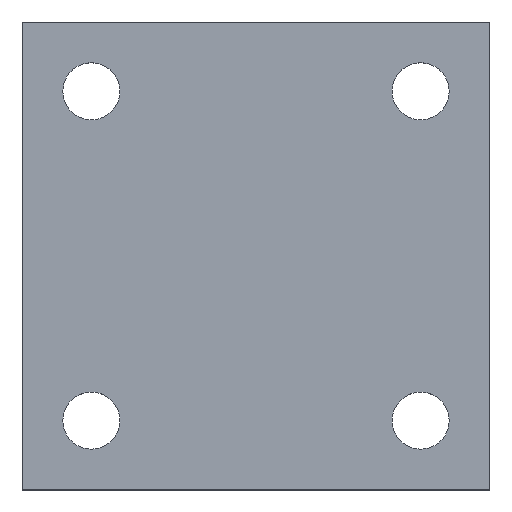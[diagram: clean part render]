
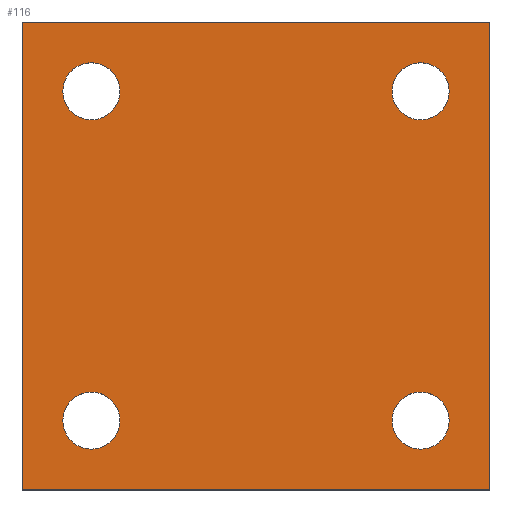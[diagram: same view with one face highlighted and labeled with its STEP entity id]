
A CAD part, top view. The second image highlights one B-rep face of the part: STEP entity #116.
In plain terms, the highlighted planar face has unit normal (0, 0, 1).
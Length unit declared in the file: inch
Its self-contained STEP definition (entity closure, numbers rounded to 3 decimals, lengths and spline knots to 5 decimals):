
#116=ADVANCED_FACE('',(#239,#240,#241,#242,#243),#244,.T.);
#239=FACE_BOUND('',#480,.T.);
#240=FACE_BOUND('',#481,.T.);
#241=FACE_BOUND('',#482,.T.);
#242=FACE_BOUND('',#483,.T.);
#243=FACE_OUTER_BOUND('',#484,.T.);
#244=PLANE('',#485);
#480=EDGE_LOOP('',(#741,#742,#743,#744));
#481=EDGE_LOOP('',(#745,#746,#747,#748));
#482=EDGE_LOOP('',(#749,#750,#751,#752));
#483=EDGE_LOOP('',(#753,#754,#755,#756));
#484=EDGE_LOOP('',(#757,#758,#759,#760));
#485=AXIS2_PLACEMENT_3D('',#761,#762,#763);
#741=ORIENTED_EDGE('',*,*,#875,.F.);
#742=ORIENTED_EDGE('',*,*,#872,.F.);
#743=ORIENTED_EDGE('',*,*,#853,.F.);
#744=ORIENTED_EDGE('',*,*,#876,.F.);
#745=ORIENTED_EDGE('',*,*,#877,.F.);
#746=ORIENTED_EDGE('',*,*,#878,.F.);
#747=ORIENTED_EDGE('',*,*,#848,.F.);
#748=ORIENTED_EDGE('',*,*,#879,.F.);
#749=ORIENTED_EDGE('',*,*,#824,.F.);
#750=ORIENTED_EDGE('',*,*,#880,.F.);
#751=ORIENTED_EDGE('',*,*,#832,.F.);
#752=ORIENTED_EDGE('',*,*,#845,.F.);
#753=ORIENTED_EDGE('',*,*,#842,.F.);
#754=ORIENTED_EDGE('',*,*,#819,.F.);
#755=ORIENTED_EDGE('',*,*,#829,.F.);
#756=ORIENTED_EDGE('',*,*,#814,.F.);
#757=ORIENTED_EDGE('',*,*,#837,.F.);
#758=ORIENTED_EDGE('',*,*,#869,.F.);
#759=ORIENTED_EDGE('',*,*,#881,.F.);
#760=ORIENTED_EDGE('',*,*,#882,.F.);
#761=CARTESIAN_POINT('',(1.15625,1.15625,0.125));
#762=DIRECTION('',(0.0,0.0,1.0));
#763=DIRECTION('',(1.0,0.0,0.0));
#814=EDGE_CURVE('',#897,#898,#899,.T.);
#819=EDGE_CURVE('',#906,#907,#908,.T.);
#824=EDGE_CURVE('',#915,#916,#917,.T.);
#829=EDGE_CURVE('',#898,#906,#924,.T.);
#832=EDGE_CURVE('',#927,#928,#929,.T.);
#837=EDGE_CURVE('',#936,#937,#938,.T.);
#842=EDGE_CURVE('',#907,#897,#945,.T.);
#845=EDGE_CURVE('',#916,#927,#948,.T.);
#848=EDGE_CURVE('',#951,#952,#953,.T.);
#853=EDGE_CURVE('',#960,#961,#962,.T.);
#869=EDGE_CURVE('',#986,#936,#987,.T.);
#872=EDGE_CURVE('',#961,#990,#991,.T.);
#875=EDGE_CURVE('',#990,#994,#995,.T.);
#876=EDGE_CURVE('',#994,#960,#996,.T.);
#877=EDGE_CURVE('',#997,#998,#999,.T.);
#878=EDGE_CURVE('',#952,#997,#1000,.T.);
#879=EDGE_CURVE('',#998,#951,#1001,.T.);
#880=EDGE_CURVE('',#928,#915,#1002,.T.);
#881=EDGE_CURVE('',#1003,#986,#1004,.T.);
#882=EDGE_CURVE('',#937,#1003,#1005,.T.);
#897=VERTEX_POINT('',#1020);
#898=VERTEX_POINT('',#1021);
#899=B_SPLINE_CURVE_WITH_KNOTS('',3,(#1022,#1023,#1024,#1025),.UNSPECIFIED.,.F.,.F.,(4,4),(0.0,1.0),.UNSPECIFIED.);
#906=VERTEX_POINT('',#1037);
#907=VERTEX_POINT('',#1038);
#908=B_SPLINE_CURVE_WITH_KNOTS('',3,(#1039,#1040,#1041,#1042),.UNSPECIFIED.,.F.,.F.,(4,4),(0.0,1.0),.UNSPECIFIED.);
#915=VERTEX_POINT('',#1054);
#916=VERTEX_POINT('',#1055);
#917=B_SPLINE_CURVE_WITH_KNOTS('',3,(#1056,#1057,#1058,#1059),.UNSPECIFIED.,.F.,.F.,(4,4),(0.0,1.0),.UNSPECIFIED.);
#924=B_SPLINE_CURVE_WITH_KNOTS('',3,(#1071,#1072,#1073,#1074),.UNSPECIFIED.,.F.,.F.,(4,4),(0.0,1.0),.UNSPECIFIED.);
#927=VERTEX_POINT('',#1080);
#928=VERTEX_POINT('',#1081);
#929=B_SPLINE_CURVE_WITH_KNOTS('',3,(#1082,#1083,#1084,#1085),.UNSPECIFIED.,.F.,.F.,(4,4),(0.0,1.0),.UNSPECIFIED.);
#936=VERTEX_POINT('',#1097);
#937=VERTEX_POINT('',#1098);
#938=LINE('',#1099,#1100);
#945=B_SPLINE_CURVE_WITH_KNOTS('',3,(#1110,#1111,#1112,#1113),.UNSPECIFIED.,.F.,.F.,(4,4),(0.0,1.0),.UNSPECIFIED.);
#948=B_SPLINE_CURVE_WITH_KNOTS('',3,(#1119,#1120,#1121,#1122),.UNSPECIFIED.,.F.,.F.,(4,4),(0.0,1.0),.UNSPECIFIED.);
#951=VERTEX_POINT('',#1128);
#952=VERTEX_POINT('',#1129);
#953=B_SPLINE_CURVE_WITH_KNOTS('',3,(#1130,#1131,#1132,#1133),.UNSPECIFIED.,.F.,.F.,(4,4),(0.0,1.0),.UNSPECIFIED.);
#960=VERTEX_POINT('',#1145);
#961=VERTEX_POINT('',#1146);
#962=B_SPLINE_CURVE_WITH_KNOTS('',3,(#1147,#1148,#1149,#1150),.UNSPECIFIED.,.F.,.F.,(4,4),(0.0,1.0),.UNSPECIFIED.);
#986=VERTEX_POINT('',#1203);
#987=LINE('',#1204,#1205);
#990=VERTEX_POINT('',#1209);
#991=B_SPLINE_CURVE_WITH_KNOTS('',3,(#1210,#1211,#1212,#1213),.UNSPECIFIED.,.F.,.F.,(4,4),(0.0,1.0),.UNSPECIFIED.);
#994=VERTEX_POINT('',#1217);
#995=B_SPLINE_CURVE_WITH_KNOTS('',3,(#1218,#1219,#1220,#1221),.UNSPECIFIED.,.F.,.F.,(4,4),(0.0,1.0),.UNSPECIFIED.);
#996=B_SPLINE_CURVE_WITH_KNOTS('',3,(#1222,#1223,#1224,#1225),.UNSPECIFIED.,.F.,.F.,(4,4),(0.0,1.0),.UNSPECIFIED.);
#997=VERTEX_POINT('',#1226);
#998=VERTEX_POINT('',#1227);
#999=B_SPLINE_CURVE_WITH_KNOTS('',3,(#1228,#1229,#1230,#1231),.UNSPECIFIED.,.F.,.F.,(4,4),(0.0,1.0),.UNSPECIFIED.);
#1000=B_SPLINE_CURVE_WITH_KNOTS('',3,(#1232,#1233,#1234,#1235),.UNSPECIFIED.,.F.,.F.,(4,4),(0.0,1.0),.UNSPECIFIED.);
#1001=B_SPLINE_CURVE_WITH_KNOTS('',3,(#1236,#1237,#1238,#1239),.UNSPECIFIED.,.F.,.F.,(4,4),(0.0,1.0),.UNSPECIFIED.);
#1002=B_SPLINE_CURVE_WITH_KNOTS('',3,(#1240,#1241,#1242,#1243),.UNSPECIFIED.,.F.,.F.,(4,4),(0.0,1.0),.UNSPECIFIED.);
#1003=VERTEX_POINT('',#1244);
#1004=LINE('',#1245,#1246);
#1005=LINE('',#1247,#1248);
#1020=CARTESIAN_POINT('',(1.96996,0.48338,0.125));
#1021=CARTESIAN_POINT('',(1.82912,0.34254,0.125));
#1022=CARTESIAN_POINT('',(1.96996,0.48338,0.125));
#1023=CARTESIAN_POINT('',(1.89217,0.48338,0.125));
#1024=CARTESIAN_POINT('',(1.82912,0.42033,0.125));
#1025=CARTESIAN_POINT('',(1.82912,0.34254,0.125));
#1037=CARTESIAN_POINT('',(1.96996,0.20171,0.125));
#1038=CARTESIAN_POINT('',(2.11079,0.34254,0.125));
#1039=CARTESIAN_POINT('',(1.96996,0.20171,0.125));
#1040=CARTESIAN_POINT('',(2.04773,0.20171,0.125));
#1041=CARTESIAN_POINT('',(2.11079,0.26477,0.125));
#1042=CARTESIAN_POINT('',(2.11079,0.34254,0.125));
#1054=CARTESIAN_POINT('',(2.11079,1.96994,0.125));
#1055=CARTESIAN_POINT('',(1.96996,2.11078,0.125));
#1056=CARTESIAN_POINT('',(2.11079,1.96994,0.125));
#1057=CARTESIAN_POINT('',(2.11079,2.04773,0.125));
#1058=CARTESIAN_POINT('',(2.04773,2.11078,0.125));
#1059=CARTESIAN_POINT('',(1.96996,2.11078,0.125));
#1071=CARTESIAN_POINT('',(1.82912,0.34254,0.125));
#1072=CARTESIAN_POINT('',(1.82912,0.26477,0.125));
#1073=CARTESIAN_POINT('',(1.89217,0.20171,0.125));
#1074=CARTESIAN_POINT('',(1.96996,0.20171,0.125));
#1080=CARTESIAN_POINT('',(1.82912,1.96994,0.125));
#1081=CARTESIAN_POINT('',(1.96996,1.82912,0.125));
#1082=CARTESIAN_POINT('',(1.82912,1.96994,0.125));
#1083=CARTESIAN_POINT('',(1.82912,1.89216,0.125));
#1084=CARTESIAN_POINT('',(1.89217,1.82912,0.125));
#1085=CARTESIAN_POINT('',(1.96996,1.82912,0.125));
#1097=CARTESIAN_POINT('',(2.3125,0.0,0.125));
#1098=CARTESIAN_POINT('',(0.0,0.0,0.125));
#1099=CARTESIAN_POINT('',(2.3125,0.0,0.125));
#1100=VECTOR('',#1274,1.0);
#1110=CARTESIAN_POINT('',(2.11079,0.34254,0.125));
#1111=CARTESIAN_POINT('',(2.11079,0.42033,0.125));
#1112=CARTESIAN_POINT('',(2.04773,0.48338,0.125));
#1113=CARTESIAN_POINT('',(1.96996,0.48338,0.125));
#1119=CARTESIAN_POINT('',(1.96996,2.11078,0.125));
#1120=CARTESIAN_POINT('',(1.89217,2.11078,0.125));
#1121=CARTESIAN_POINT('',(1.82912,2.04773,0.125));
#1122=CARTESIAN_POINT('',(1.82912,1.96994,0.125));
#1128=CARTESIAN_POINT('',(0.20172,1.96994,0.125));
#1129=CARTESIAN_POINT('',(0.34256,1.82912,0.125));
#1130=CARTESIAN_POINT('',(0.20172,1.96994,0.125));
#1131=CARTESIAN_POINT('',(0.20172,1.89216,0.125));
#1132=CARTESIAN_POINT('',(0.26477,1.82912,0.125));
#1133=CARTESIAN_POINT('',(0.34256,1.82912,0.125));
#1145=CARTESIAN_POINT('',(0.20172,0.34254,0.125));
#1146=CARTESIAN_POINT('',(0.34256,0.20171,0.125));
#1147=CARTESIAN_POINT('',(0.20172,0.34254,0.125));
#1148=CARTESIAN_POINT('',(0.20172,0.26477,0.125));
#1149=CARTESIAN_POINT('',(0.26477,0.20171,0.125));
#1150=CARTESIAN_POINT('',(0.34256,0.20171,0.125));
#1203=CARTESIAN_POINT('',(2.3125,2.3125,0.125));
#1204=CARTESIAN_POINT('',(2.3125,2.3125,0.125));
#1205=VECTOR('',#1285,1.0);
#1209=CARTESIAN_POINT('',(0.48338,0.34254,0.125));
#1210=CARTESIAN_POINT('',(0.34256,0.20171,0.125));
#1211=CARTESIAN_POINT('',(0.42034,0.20171,0.125));
#1212=CARTESIAN_POINT('',(0.48338,0.26477,0.125));
#1213=CARTESIAN_POINT('',(0.48338,0.34254,0.125));
#1217=CARTESIAN_POINT('',(0.34256,0.48338,0.125));
#1218=CARTESIAN_POINT('',(0.48338,0.34254,0.125));
#1219=CARTESIAN_POINT('',(0.48338,0.42033,0.125));
#1220=CARTESIAN_POINT('',(0.42034,0.48338,0.125));
#1221=CARTESIAN_POINT('',(0.34256,0.48338,0.125));
#1222=CARTESIAN_POINT('',(0.34256,0.48338,0.125));
#1223=CARTESIAN_POINT('',(0.26477,0.48338,0.125));
#1224=CARTESIAN_POINT('',(0.20172,0.42033,0.125));
#1225=CARTESIAN_POINT('',(0.20172,0.34254,0.125));
#1226=CARTESIAN_POINT('',(0.48338,1.96994,0.125));
#1227=CARTESIAN_POINT('',(0.34256,2.11078,0.125));
#1228=CARTESIAN_POINT('',(0.48338,1.96994,0.125));
#1229=CARTESIAN_POINT('',(0.48338,2.04773,0.125));
#1230=CARTESIAN_POINT('',(0.42034,2.11078,0.125));
#1231=CARTESIAN_POINT('',(0.34256,2.11078,0.125));
#1232=CARTESIAN_POINT('',(0.34256,1.82912,0.125));
#1233=CARTESIAN_POINT('',(0.42034,1.82912,0.125));
#1234=CARTESIAN_POINT('',(0.48338,1.89216,0.125));
#1235=CARTESIAN_POINT('',(0.48338,1.96994,0.125));
#1236=CARTESIAN_POINT('',(0.34256,2.11078,0.125));
#1237=CARTESIAN_POINT('',(0.26477,2.11078,0.125));
#1238=CARTESIAN_POINT('',(0.20172,2.04773,0.125));
#1239=CARTESIAN_POINT('',(0.20172,1.96994,0.125));
#1240=CARTESIAN_POINT('',(1.96996,1.82912,0.125));
#1241=CARTESIAN_POINT('',(2.04773,1.82912,0.125));
#1242=CARTESIAN_POINT('',(2.11079,1.89216,0.125));
#1243=CARTESIAN_POINT('',(2.11079,1.96994,0.125));
#1244=CARTESIAN_POINT('',(0.0,2.3125,0.125));
#1245=CARTESIAN_POINT('',(0.0,2.3125,0.125));
#1246=VECTOR('',#1288,1.0);
#1247=CARTESIAN_POINT('',(0.0,0.0,0.125));
#1248=VECTOR('',#1289,1.0);
#1274=DIRECTION('',(-1.0,0.0,0.0));
#1285=DIRECTION('',(0.0,-1.0,0.0));
#1288=DIRECTION('',(1.0,0.0,0.0));
#1289=DIRECTION('',(0.0,1.0,0.0));
